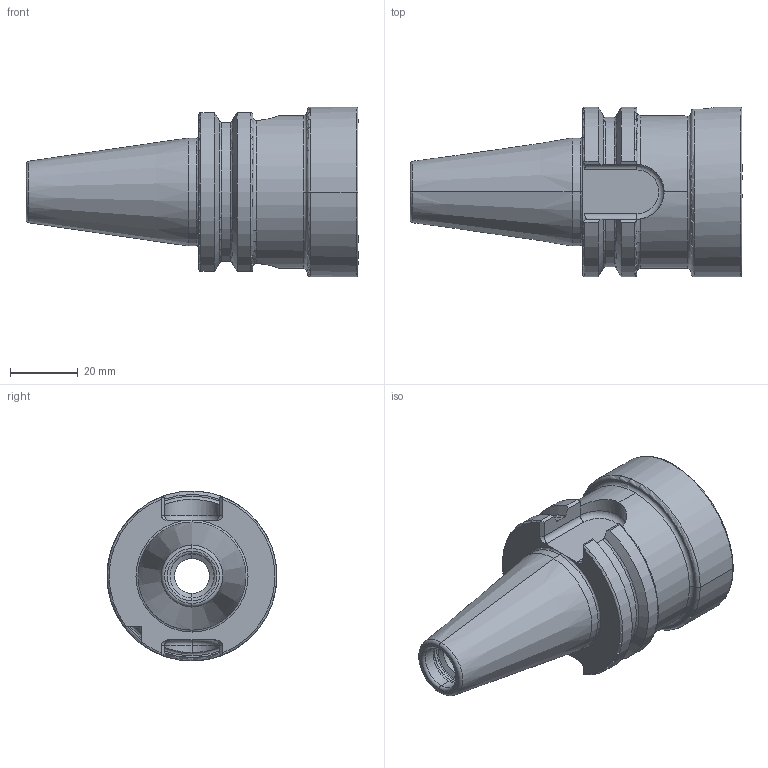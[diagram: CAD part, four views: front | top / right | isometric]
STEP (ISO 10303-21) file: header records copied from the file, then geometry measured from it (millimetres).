
FILE_DESCRIPTION (( 'STEP AP203' ), '1' );
FILE_NAME ('SK3-ST5.K01.050.STEP', '2016-02-12T09:12:24', ( 'SWIAdmin' ), ( 'Hewlett-Packard Company' ), 'SwSTEP 2.0', 'SolidWorks 2015', '' );
FILE_SCHEMA (( 'CONFIG_CONTROL_DESIGN' ));
Length unit declared in the file: millimetre
Products named in the file (2): SK3-ST5.K01.050_A; SK3-ST5.K01.050
Assembly tree (1 placements, depth 2):
  SK3-ST5.K01.050
    SK3-ST5.K01.050_A
Bounding box: 97.65 x 50 x 50 mm (x, y, z)
Volume: 78736.8 mm3; surface area: 20394.8 mm2
Topology: 1 solids, 1 shells, 136 faces, 356 edges, 221 vertices
Faces by surface type: cylinder 42, torus 41, plane 36, cone 14, bspline 3
Entity records: 5183 total; most frequent: CARTESIAN_POINT 1754, ORIENTED_EDGE 712, DIRECTION 661, EDGE_CURVE 356, AXIS2_PLACEMENT_3D 268, VERTEX_POINT 221, EDGE_LOOP 139, FACE_OUTER_BOUND 136
